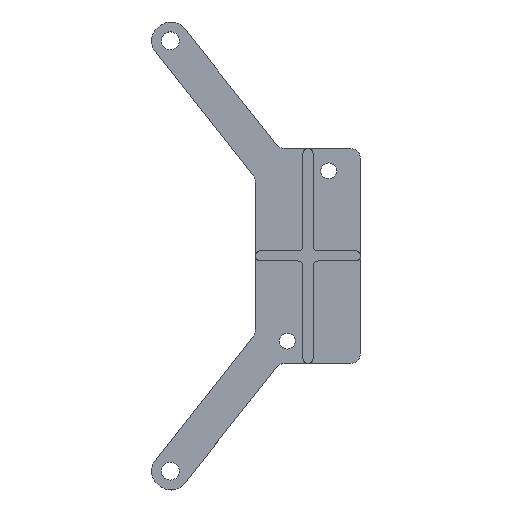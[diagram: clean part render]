
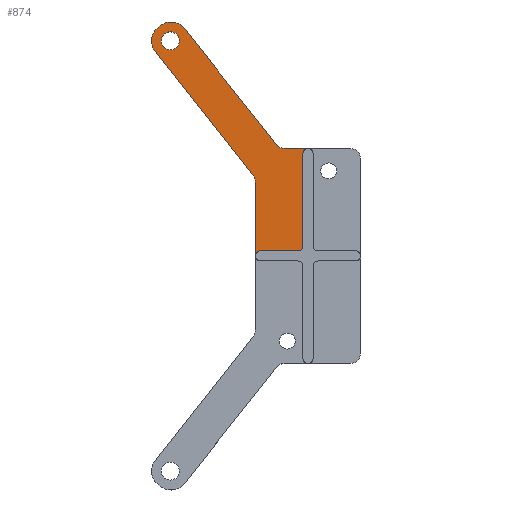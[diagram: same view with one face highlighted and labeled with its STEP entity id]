
A CAD part, top view. The second image highlights one B-rep face of the part: STEP entity #874.
In plain terms, the highlighted planar face has unit normal (0, 0, 1).
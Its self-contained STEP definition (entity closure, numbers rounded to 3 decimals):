
#15=FACE_BOUND('',#99,.T.);
#24=PLANE('',#940);
#50=FACE_OUTER_BOUND('',#98,.T.);
#98=EDGE_LOOP('',(#595,#596,#597,#598,#599,#600,#601,#602,#603,#604,#605,
#606,#607,#608));
#99=EDGE_LOOP('',(#609));
#158=LINE('',#1338,#240);
#159=LINE('',#1342,#241);
#160=LINE('',#1346,#242);
#161=LINE('',#1350,#243);
#162=LINE('',#1354,#244);
#163=LINE('',#1358,#245);
#164=LINE('',#1361,#246);
#240=VECTOR('',#1056,10.);
#241=VECTOR('',#1059,10.);
#242=VECTOR('',#1062,10.);
#243=VECTOR('',#1065,10.);
#244=VECTOR('',#1068,10.);
#245=VECTOR('',#1071,10.);
#246=VECTOR('',#1074,10.);
#317=CIRCLE('',#938,1.);
#319=CIRCLE('',#941,1.);
#320=CIRCLE('',#942,2.);
#321=CIRCLE('',#943,3.5);
#322=CIRCLE('',#944,3.5);
#323=CIRCLE('',#945,2.);
#324=CIRCLE('',#946,1.);
#325=CIRCLE('',#947,1.8);
#371=VERTEX_POINT('',#1328);
#372=VERTEX_POINT('',#1329);
#375=VERTEX_POINT('',#1337);
#376=VERTEX_POINT('',#1339);
#377=VERTEX_POINT('',#1341);
#378=VERTEX_POINT('',#1343);
#379=VERTEX_POINT('',#1345);
#380=VERTEX_POINT('',#1347);
#381=VERTEX_POINT('',#1349);
#382=VERTEX_POINT('',#1351);
#383=VERTEX_POINT('',#1353);
#384=VERTEX_POINT('',#1355);
#385=VERTEX_POINT('',#1357);
#386=VERTEX_POINT('',#1359);
#387=VERTEX_POINT('',#1362);
#458=EDGE_CURVE('',#371,#372,#317,.T.);
#462=EDGE_CURVE('',#372,#375,#158,.T.);
#463=EDGE_CURVE('',#376,#375,#319,.F.);
#464=EDGE_CURVE('',#376,#377,#159,.T.);
#465=EDGE_CURVE('',#378,#377,#320,.T.);
#466=EDGE_CURVE('',#379,#378,#160,.T.);
#467=EDGE_CURVE('',#380,#379,#321,.T.);
#468=EDGE_CURVE('',#381,#380,#161,.T.);
#469=EDGE_CURVE('',#382,#381,#322,.T.);
#470=EDGE_CURVE('',#382,#383,#162,.T.);
#471=EDGE_CURVE('',#384,#383,#323,.T.);
#472=EDGE_CURVE('',#384,#385,#163,.T.);
#473=EDGE_CURVE('',#385,#386,#324,.T.);
#474=EDGE_CURVE('',#386,#371,#164,.T.);
#475=EDGE_CURVE('',#387,#387,#325,.T.);
#595=ORIENTED_EDGE('',*,*,#458,.T.);
#596=ORIENTED_EDGE('',*,*,#462,.T.);
#597=ORIENTED_EDGE('',*,*,#463,.F.);
#598=ORIENTED_EDGE('',*,*,#464,.T.);
#599=ORIENTED_EDGE('',*,*,#465,.F.);
#600=ORIENTED_EDGE('',*,*,#466,.F.);
#601=ORIENTED_EDGE('',*,*,#467,.F.);
#602=ORIENTED_EDGE('',*,*,#468,.F.);
#603=ORIENTED_EDGE('',*,*,#469,.F.);
#604=ORIENTED_EDGE('',*,*,#470,.T.);
#605=ORIENTED_EDGE('',*,*,#471,.F.);
#606=ORIENTED_EDGE('',*,*,#472,.T.);
#607=ORIENTED_EDGE('',*,*,#473,.T.);
#608=ORIENTED_EDGE('',*,*,#474,.T.);
#609=ORIENTED_EDGE('',*,*,#475,.T.);
#874=ADVANCED_FACE('',(#50,#15),#24,.T.);
#938=AXIS2_PLACEMENT_3D('',#1330,#1048,#1049);
#940=AXIS2_PLACEMENT_3D('',#1336,#1054,#1055);
#941=AXIS2_PLACEMENT_3D('',#1340,#1057,#1058);
#942=AXIS2_PLACEMENT_3D('',#1344,#1060,#1061);
#943=AXIS2_PLACEMENT_3D('',#1348,#1063,#1064);
#944=AXIS2_PLACEMENT_3D('',#1352,#1066,#1067);
#945=AXIS2_PLACEMENT_3D('',#1356,#1069,#1070);
#946=AXIS2_PLACEMENT_3D('',#1360,#1072,#1073);
#947=AXIS2_PLACEMENT_3D('',#1363,#1075,#1076);
#1048=DIRECTION('center_axis',(0.,0.,1.));
#1049=DIRECTION('ref_axis',(0.707,-0.707,0.));
#1054=DIRECTION('center_axis',(0.,0.,1.));
#1055=DIRECTION('ref_axis',(1.,0.,0.));
#1056=DIRECTION('',(0.,1.,0.));
#1057=DIRECTION('center_axis',(0.,0.,-1.));
#1058=DIRECTION('ref_axis',(-0.707,0.707,0.));
#1059=DIRECTION('',(-1.,0.,0.));
#1060=DIRECTION('center_axis',(0.,0.,1.));
#1061=DIRECTION('ref_axis',(-0.436,-0.9,0.));
#1062=DIRECTION('',(0.62,-0.784,0.));
#1063=DIRECTION('center_axis',(0.,0.,-1.));
#1064=DIRECTION('ref_axis',(0.116,0.993,0.));
#1065=DIRECTION('',(0.784,0.62,0.));
#1066=DIRECTION('center_axis',(0.,0.,-1.));
#1067=DIRECTION('ref_axis',(-0.993,0.116,0.));
#1068=DIRECTION('',(0.62,-0.784,0.));
#1069=DIRECTION('center_axis',(0.,0.,1.));
#1070=DIRECTION('ref_axis',(0.945,0.328,0.));
#1071=DIRECTION('',(0.,-1.,0.));
#1072=DIRECTION('center_axis',(0.,0.,-1.));
#1073=DIRECTION('ref_axis',(-0.707,0.707,0.));
#1074=DIRECTION('',(1.,0.,0.));
#1075=DIRECTION('center_axis',(0.,0.,-1.));
#1076=DIRECTION('ref_axis',(1.,0.,0.));
#1328=CARTESIAN_POINT('',(2.153,18.,0.));
#1329=CARTESIAN_POINT('',(3.153,19.,0.));
#1330=CARTESIAN_POINT('Origin',(2.153,19.,0.));
#1336=CARTESIAN_POINT('Origin',(-6.949,17.,0.));
#1337=CARTESIAN_POINT('',(3.153,37.5,0.));
#1338=CARTESIAN_POINT('',(3.153,27.75,0.));
#1339=CARTESIAN_POINT('',(4.153,38.5,0.));
#1340=CARTESIAN_POINT('Origin',(4.153,37.5,0.));
#1341=CARTESIAN_POINT('',(-0.598,38.5,0.));
#1342=CARTESIAN_POINT('',(14.653,38.5,0.));
#1343=CARTESIAN_POINT('',(-2.167,39.26,0.));
#1344=CARTESIAN_POINT('Origin',(-0.598,40.5,0.));
#1345=CARTESIAN_POINT('',(-20.498,62.444,0.));
#1346=CARTESIAN_POINT('',(-22.669,65.189,0.));
#1347=CARTESIAN_POINT('',(-25.414,63.018,0.));
#1348=CARTESIAN_POINT('Origin',(-23.244,60.273,0.));
#1349=CARTESIAN_POINT('',(-25.807,62.708,0.));
#1350=CARTESIAN_POINT('',(-28.552,60.537,0.));
#1351=CARTESIAN_POINT('',(-26.381,57.792,0.));
#1352=CARTESIAN_POINT('Origin',(-23.636,59.963,0.));
#1353=CARTESIAN_POINT('',(-6.778,32.999,0.));
#1354=CARTESIAN_POINT('',(-28.552,60.537,0.));
#1355=CARTESIAN_POINT('',(-6.347,31.759,0.));
#1356=CARTESIAN_POINT('Origin',(-8.347,31.759,0.));
#1357=CARTESIAN_POINT('',(-6.347,17.,0.));
#1358=CARTESIAN_POINT('',(-6.347,38.5,0.));
#1359=CARTESIAN_POINT('',(-5.347,18.,0.));
#1360=CARTESIAN_POINT('Origin',(-5.347,17.,0.));
#1361=CARTESIAN_POINT('',(-1.898,18.,0.));
#1362=CARTESIAN_POINT('',(-25.147,60.,0.));
#1363=CARTESIAN_POINT('Origin',(-23.347,60.,0.));
